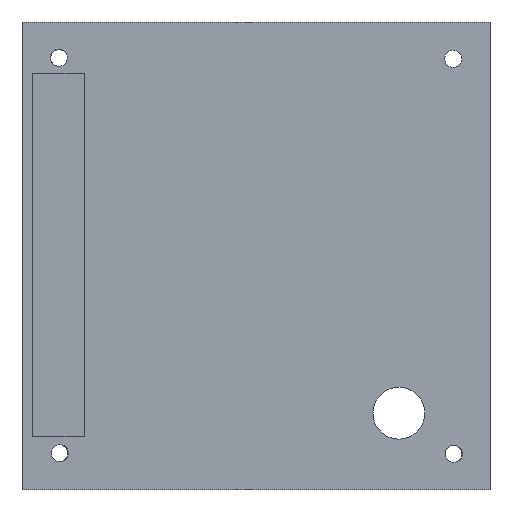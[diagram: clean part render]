
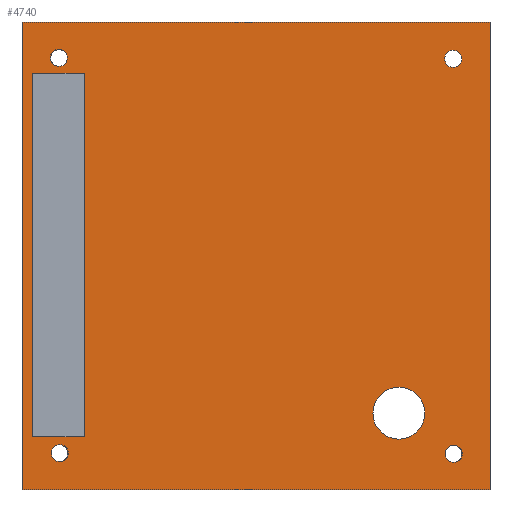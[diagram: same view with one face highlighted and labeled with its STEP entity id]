
A CAD part, front view. The second image highlights one B-rep face of the part: STEP entity #4740.
In plain terms, the highlighted planar face has unit normal (0, -1, 0).
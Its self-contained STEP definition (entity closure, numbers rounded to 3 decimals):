
#122=FACE_BOUND('',#783,.T.);
#123=FACE_BOUND('',#784,.T.);
#124=FACE_BOUND('',#785,.T.);
#125=FACE_BOUND('',#786,.T.);
#126=FACE_BOUND('',#787,.T.);
#127=FACE_BOUND('',#788,.T.);
#252=CIRCLE('',#5100,5.);
#254=CIRCLE('',#5103,1.65);
#256=CIRCLE('',#5106,1.65);
#257=CIRCLE('',#5108,1.65);
#258=CIRCLE('',#5113,1.65);
#484=FACE_OUTER_BOUND('',#782,.T.);
#782=EDGE_LOOP('',(#4139,#4140,#4141,#4142));
#783=EDGE_LOOP('',(#4143,#4144,#4145,#4146));
#784=EDGE_LOOP('',(#4147));
#785=EDGE_LOOP('',(#4148));
#786=EDGE_LOOP('',(#4149));
#787=EDGE_LOOP('',(#4150));
#788=EDGE_LOOP('',(#4151));
#1176=LINE('',#7153,#1711);
#1179=LINE('',#7158,#1714);
#1290=LINE('',#7521,#1825);
#1294=LINE('',#7529,#1829);
#1312=LINE('',#7602,#1847);
#1313=LINE('',#7604,#1848);
#1314=LINE('',#7606,#1849);
#1315=LINE('',#7607,#1850);
#1711=VECTOR('',#5744,10.);
#1714=VECTOR('',#5749,10.);
#1825=VECTOR('',#6166,10.);
#1829=VECTOR('',#6174,10.);
#1847=VECTOR('',#6266,10.);
#1848=VECTOR('',#6267,10.);
#1849=VECTOR('',#6268,10.);
#1850=VECTOR('',#6269,10.);
#2184=VERTEX_POINT('',#7150);
#2185=VERTEX_POINT('',#7152);
#2186=VERTEX_POINT('',#7156);
#2285=VERTEX_POINT('',#7519);
#2299=VERTEX_POINT('',#7577);
#2301=VERTEX_POINT('',#7583);
#2302=VERTEX_POINT('',#7588);
#2303=VERTEX_POINT('',#7592);
#2304=VERTEX_POINT('',#7600);
#2305=VERTEX_POINT('',#7601);
#2306=VERTEX_POINT('',#7603);
#2307=VERTEX_POINT('',#7605);
#2308=VERTEX_POINT('',#7608);
#2721=EDGE_CURVE('',#2185,#2184,#1176,.T.);
#2724=EDGE_CURVE('',#2184,#2186,#1179,.T.);
#2897=EDGE_CURVE('',#2186,#2285,#1290,.T.);
#2901=EDGE_CURVE('',#2285,#2185,#1294,.T.);
#2925=EDGE_CURVE('',#2299,#2299,#252,.T.);
#2928=EDGE_CURVE('',#2301,#2301,#254,.T.);
#2931=EDGE_CURVE('',#2302,#2302,#256,.T.);
#2933=EDGE_CURVE('',#2303,#2303,#257,.T.);
#2935=EDGE_CURVE('',#2304,#2305,#1312,.T.);
#2936=EDGE_CURVE('',#2305,#2306,#1313,.T.);
#2937=EDGE_CURVE('',#2306,#2307,#1314,.T.);
#2938=EDGE_CURVE('',#2307,#2304,#1315,.T.);
#2939=EDGE_CURVE('',#2308,#2308,#258,.T.);
#4139=ORIENTED_EDGE('',*,*,#2935,.T.);
#4140=ORIENTED_EDGE('',*,*,#2936,.T.);
#4141=ORIENTED_EDGE('',*,*,#2937,.T.);
#4142=ORIENTED_EDGE('',*,*,#2938,.T.);
#4143=ORIENTED_EDGE('',*,*,#2724,.T.);
#4144=ORIENTED_EDGE('',*,*,#2897,.T.);
#4145=ORIENTED_EDGE('',*,*,#2901,.T.);
#4146=ORIENTED_EDGE('',*,*,#2721,.T.);
#4147=ORIENTED_EDGE('',*,*,#2925,.T.);
#4148=ORIENTED_EDGE('',*,*,#2928,.T.);
#4149=ORIENTED_EDGE('',*,*,#2931,.T.);
#4150=ORIENTED_EDGE('',*,*,#2933,.T.);
#4151=ORIENTED_EDGE('',*,*,#2939,.T.);
#4504=PLANE('',#5112);
#4740=ADVANCED_FACE('',(#484,#122,#123,#124,#125,#126,#127),#4504,.F.);
#5100=AXIS2_PLACEMENT_3D('',#7579,#6236,#6237);
#5103=AXIS2_PLACEMENT_3D('',#7585,#6243,#6244);
#5106=AXIS2_PLACEMENT_3D('',#7590,#6250,#6251);
#5108=AXIS2_PLACEMENT_3D('',#7594,#6255,#6256);
#5112=AXIS2_PLACEMENT_3D('',#7599,#6264,#6265);
#5113=AXIS2_PLACEMENT_3D('',#7609,#6270,#6271);
#5744=DIRECTION('',(-1.,0.,0.));
#5749=DIRECTION('',(0.,0.,1.));
#6166=DIRECTION('',(1.,0.,0.));
#6174=DIRECTION('',(0.,0.,-1.));
#6236=DIRECTION('center_axis',(0.,1.,0.));
#6237=DIRECTION('ref_axis',(0.,0.,1.));
#6243=DIRECTION('center_axis',(0.,1.,0.));
#6244=DIRECTION('ref_axis',(0.,0.,1.));
#6250=DIRECTION('center_axis',(0.,1.,0.));
#6251=DIRECTION('ref_axis',(0.,0.,1.));
#6255=DIRECTION('center_axis',(0.,1.,0.));
#6256=DIRECTION('ref_axis',(0.,0.,1.));
#6264=DIRECTION('center_axis',(0.,1.,0.));
#6265=DIRECTION('ref_axis',(0.,0.,-1.));
#6266=DIRECTION('',(1.,0.,0.));
#6267=DIRECTION('',(0.,0.,1.));
#6268=DIRECTION('',(-1.,0.,0.));
#6269=DIRECTION('',(0.,0.,-1.));
#6270=DIRECTION('center_axis',(0.,1.,0.));
#6271=DIRECTION('ref_axis',(0.,0.,1.));
#7150=CARTESIAN_POINT('',(-39.461,33.,-28.845));
#7152=CARTESIAN_POINT('',(-29.461,33.,-28.845));
#7153=CARTESIAN_POINT('',(-15.442,33.,-28.845));
#7156=CARTESIAN_POINT('',(-39.461,33.,41.155));
#7158=CARTESIAN_POINT('',(-39.461,33.,6.054));
#7519=CARTESIAN_POINT('',(-29.461,33.,41.155));
#7521=CARTESIAN_POINT('',(-15.442,33.,41.155));
#7529=CARTESIAN_POINT('',(-29.461,33.,6.054));
#7577=CARTESIAN_POINT('',(31.084,33.,-29.3));
#7579=CARTESIAN_POINT('Origin',(31.084,33.,-24.3));
#7583=CARTESIAN_POINT('',(-34.355,33.,42.449));
#7585=CARTESIAN_POINT('Origin',(-34.355,33.,44.099));
#7588=CARTESIAN_POINT('',(41.618,33.,-33.757));
#7590=CARTESIAN_POINT('Origin',(41.618,33.,-32.107));
#7592=CARTESIAN_POINT('',(-34.187,33.,-33.666));
#7594=CARTESIAN_POINT('Origin',(-34.187,33.,-32.016));
#7599=CARTESIAN_POINT('Origin',(3.578,33.,5.953));
#7600=CARTESIAN_POINT('',(-41.461,33.,-39.041));
#7601=CARTESIAN_POINT('',(48.618,33.,-39.041));
#7602=CARTESIAN_POINT('',(3.578,33.,-39.041));
#7603=CARTESIAN_POINT('',(48.618,33.,50.947));
#7604=CARTESIAN_POINT('',(48.618,33.,5.953));
#7605=CARTESIAN_POINT('',(-41.461,33.,50.947));
#7606=CARTESIAN_POINT('',(3.578,33.,50.947));
#7607=CARTESIAN_POINT('',(-41.461,33.,5.953));
#7608=CARTESIAN_POINT('',(41.548,33.,42.232));
#7609=CARTESIAN_POINT('Origin',(41.548,33.,43.882));
